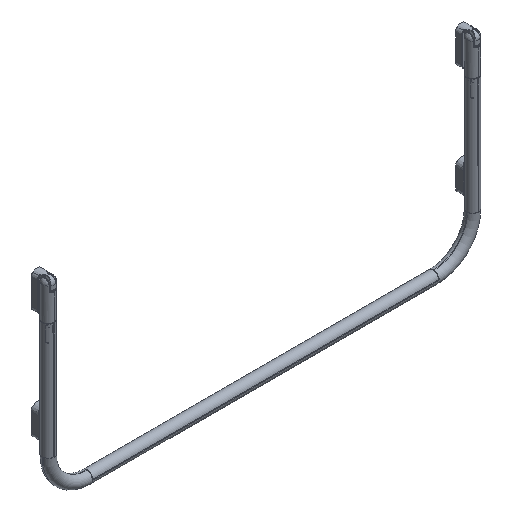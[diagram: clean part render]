
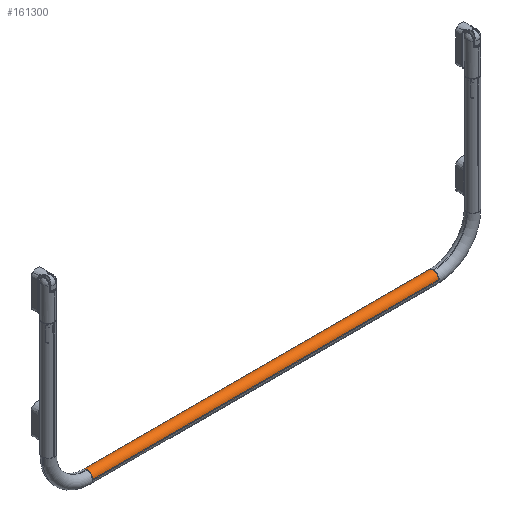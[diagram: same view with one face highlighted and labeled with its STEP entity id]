
A CAD part, isometric view. The second image highlights one B-rep face of the part: STEP entity #161300.
In plain terms, the highlighted cylindrical face has radius 7.5 mm (diameter 15 mm), a partial arc.
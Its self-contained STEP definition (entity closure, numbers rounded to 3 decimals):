
#160810=CARTESIAN_POINT('',(50.,199.62,0.));
#160820=DIRECTION('',(1.,0.,0.));
#160830=DIRECTION('',(0.,0.,1.));
#160840=AXIS2_PLACEMENT_3D('',#160810,#160820,#160830);
#160850=CYLINDRICAL_SURFACE('',#160840,7.5);
#160860=CARTESIAN_POINT('',(50.,199.62,-7.5));
#160870=DIRECTION('',(1.,0.,0.));
#160880=VECTOR('',#160870,1.);
#160890=LINE('',#160860,#160880);
#160900=CARTESIAN_POINT('',(50.,199.62,-7.5));
#160910=VERTEX_POINT('',#160900);
#160920=CARTESIAN_POINT('',(494.,199.62,-7.5));
#160930=VERTEX_POINT('',#160920);
#160940=EDGE_CURVE('',#160910,#160930,#160890,.T.);
#160950=ORIENTED_EDGE('',*,*,#160940,.T.);
#160960=CARTESIAN_POINT('',(50.,199.62,0.));
#160970=DIRECTION('',(1.,0.,0.));
#160980=DIRECTION('',(0.,-1.,0.));
#160990=AXIS2_PLACEMENT_3D('',#160960,#160970,#160980);
#161000=CIRCLE('',#160990,7.5);
#161010=CARTESIAN_POINT('',(50.,192.12,0.));
#161020=VERTEX_POINT('',#161010);
#161030=EDGE_CURVE('',#161020,#160910,#161000,.T.);
#161040=ORIENTED_EDGE('',*,*,#161030,.T.);
#161050=CARTESIAN_POINT('',(50.,199.62,7.5));
#161060=VERTEX_POINT('',#161050);
#161070=EDGE_CURVE('',#161060,#161020,#161000,.T.);
#161080=ORIENTED_EDGE('',*,*,#161070,.T.);
#161090=CARTESIAN_POINT('',(50.,199.62,7.5));
#161100=DIRECTION('',(1.,0.,0.));
#161110=VECTOR('',#161100,1.);
#161120=LINE('',#161090,#161110);
#161130=CARTESIAN_POINT('',(494.,199.62,7.5));
#161140=VERTEX_POINT('',#161130);
#161150=EDGE_CURVE('',#161060,#161140,#161120,.T.);
#161160=ORIENTED_EDGE('',*,*,#161150,.F.);
#161170=CARTESIAN_POINT('',(494.,199.62,0.))
;
#161180=DIRECTION('',(1.,0.,0.));
#161190=DIRECTION('',(0.,-1.,0.));
#161200=AXIS2_PLACEMENT_3D('',#161170,#161180,#161190);
#161210=CIRCLE('',#161200,7.5);
#161220=CARTESIAN_POINT('',(494.,192.12,0.))
;
#161230=VERTEX_POINT('',#161220);
#161240=EDGE_CURVE('',#161140,#161230,#161210,.T.);
#161250=ORIENTED_EDGE('',*,*,#161240,.F.);
#161260=EDGE_CURVE('',#161230,#160930,#161210,.T.);
#161270=ORIENTED_EDGE('',*,*,#161260,.F.);
#161280=EDGE_LOOP('',(#161270,#161250,#161160,#161080,#161040,#160950));
#161290=FACE_OUTER_BOUND('',#161280,.T.);
#161300=ADVANCED_FACE('',(#161290),#160850,.T.);
